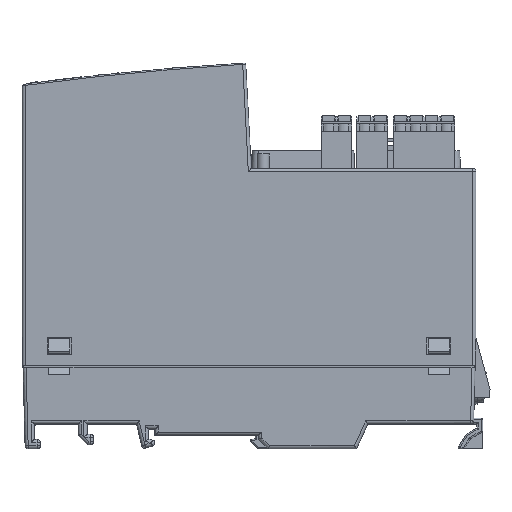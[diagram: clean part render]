
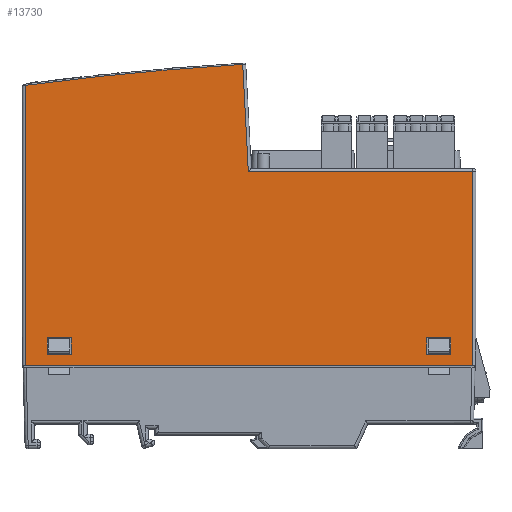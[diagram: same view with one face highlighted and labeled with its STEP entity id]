
A CAD part, left-side view. The second image highlights one B-rep face of the part: STEP entity #13730.
In plain terms, the highlighted planar face has unit normal (-1, 0, 0).
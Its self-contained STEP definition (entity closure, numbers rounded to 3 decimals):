
#1016 = EDGE_CURVE ( 'NONE', #92007, #24169, #24422, .T. ) ;
#1367 = CARTESIAN_POINT ( 'NONE',  ( -30., 2.057, 33.715 ) ) ;
#1738 = VERTEX_POINT ( 'NONE', #96799 ) ;
#4928 = FACE_BOUND ( 'NONE', #58212, .T. ) ;
#5606 = CARTESIAN_POINT ( 'NONE',  ( -30., -58.5, -964.049 ) ) ;
#6588 = CARTESIAN_POINT ( 'NONE',  ( -30., -65.398, -54.801 ) ) ;
#8577 = LINE ( 'NONE', #106905, #99587 ) ;
#9027 = CARTESIAN_POINT ( 'NONE',  ( -30., -65.397, -60.295 ) ) ;
#9528 = ORIENTED_EDGE ( 'NONE', *, *, #1016, .T. ) ;
#11093 = LINE ( 'NONE', #23548, #108081 ) ;
#12766 = CARTESIAN_POINT ( 'NONE',  ( -30., -57.602, -54.801 ) ) ;
#13730 = ADVANCED_FACE ( 'NONE', ( #75033, #4928, #104807 ), #24766, .T. ) ;
#13777 = ORIENTED_EDGE ( 'NONE', *, *, #100726, .F. ) ;
#14655 = VECTOR ( 'NONE', #117444, 1000. ) ;
#16043 = DIRECTION ( 'NONE',  ( 0., -1., 0. ) ) ;
#19306 = ORIENTED_EDGE ( 'NONE', *, *, #66767, .T. ) ;
#20260 = CARTESIAN_POINT ( 'NONE',  ( -30., -57.603, -60.295 ) ) ;
#20790 = CIRCLE ( 'NONE', #33602, 999.6 ) ;
#21502 = EDGE_CURVE ( 'NONE', #96061, #114401, #31793, .T. ) ;
#23548 = CARTESIAN_POINT ( 'NONE',  ( -30., 65.397, -60.295 ) ) ;
#24169 = VERTEX_POINT ( 'NONE', #1367 ) ;
#24422 = LINE ( 'NONE', #119924, #46819 ) ;
#24690 = LINE ( 'NONE', #9027, #36647 ) ;
#24766 = PLANE ( 'NONE',  #78141 ) ;
#25482 = CARTESIAN_POINT ( 'NONE',  ( -30., -65.397, -60.295 ) ) ;
#25772 = VECTOR ( 'NONE', #68713, 1000. ) ;
#27959 = CARTESIAN_POINT ( 'NONE',  ( -30., -72.5, -1. ) ) ;
#28228 = CARTESIAN_POINT ( 'NONE',  ( -30., 0.238, -1. ) ) ;
#28906 = EDGE_CURVE ( 'NONE', #28955, #88273, #107095, .T. ) ;
#28955 = VERTEX_POINT ( 'NONE', #12766 ) ;
#31159 = DIRECTION ( 'NONE',  ( 0., 1., 0. ) ) ;
#31576 = CARTESIAN_POINT ( 'NONE',  ( -30., 65.398, -54.801 ) ) ;
#31793 = LINE ( 'NONE', #88030, #95805 ) ;
#32494 = ORIENTED_EDGE ( 'NONE', *, *, #28906, .F. ) ;
#33602 = AXIS2_PLACEMENT_3D ( 'NONE', #5606, #102284, #16043 ) ;
#34125 = EDGE_CURVE ( 'NONE', #50257, #1738, #24690, .T. ) ;
#34710 = VECTOR ( 'NONE', #82895, 1000. ) ;
#34740 = LINE ( 'NONE', #59098, #25772 ) ;
#36647 = VECTOR ( 'NONE', #57839, 1000. ) ;
#40443 = VECTOR ( 'NONE', #85941, 1000. ) ;
#40693 = LINE ( 'NONE', #6588, #34710 ) ;
#46819 = VECTOR ( 'NONE', #62827, 1000. ) ;
#50257 = VERTEX_POINT ( 'NONE', #25482 ) ;
#50339 = CARTESIAN_POINT ( 'NONE',  ( -30., -57.602, -54.801 ) ) ;
#51298 = EDGE_CURVE ( 'NONE', #96061, #71485, #65086, .T. ) ;
#53109 = DIRECTION ( 'NONE',  ( -1., 0., 0. ) ) ;
#56279 = CARTESIAN_POINT ( 'NONE',  ( -30., 57.602, -54.801 ) ) ;
#57830 = EDGE_CURVE ( 'NONE', #101704, #118913, #11093, .T. ) ;
#57839 = DIRECTION ( 'NONE',  ( 0., 0., 1. ) ) ;
#58212 = EDGE_LOOP ( 'NONE', ( #122756, #83412, #80506, #32494 ) ) ;
#59098 = CARTESIAN_POINT ( 'NONE',  ( -30., -57.603, -60.295 ) ) ;
#62827 = DIRECTION ( 'NONE',  ( 0., 0.052, 0.999 ) ) ;
#63111 = DIRECTION ( 'NONE',  ( 0., 0., 1. ) ) ;
#63803 = CARTESIAN_POINT ( 'NONE',  ( -30., 72.5, -63.849 ) ) ;
#64535 = ORIENTED_EDGE ( 'NONE', *, *, #81144, .F. ) ;
#65086 = LINE ( 'NONE', #81867, #88801 ) ;
#65216 = LINE ( 'NONE', #85437, #99494 ) ;
#66767 = EDGE_CURVE ( 'NONE', #71485, #92007, #118175, .T. ) ;
#68713 = DIRECTION ( 'NONE',  ( 0., -1., 0. ) ) ;
#69665 = CARTESIAN_POINT ( 'NONE',  ( -30., 57.603, -60.295 ) ) ;
#70581 = DIRECTION ( 'NONE',  ( 0., 1., 0. ) ) ;
#71485 = VERTEX_POINT ( 'NONE', #27959 ) ;
#72218 = EDGE_LOOP ( 'NONE', ( #114801, #64535, #13777, #84938 ) ) ;
#72507 = EDGE_CURVE ( 'NONE', #72957, #101704, #74699, .T. ) ;
#72957 = VERTEX_POINT ( 'NONE', #31576 ) ;
#73136 = EDGE_CURVE ( 'NONE', #24169, #107526, #20790, .T. ) ;
#73868 = CARTESIAN_POINT ( 'NONE',  ( -30., 72.5, 0. ) ) ;
#74699 = LINE ( 'NONE', #74729, #40443 ) ;
#74729 = CARTESIAN_POINT ( 'NONE',  ( -30., 65.398, -54.801 ) ) ;
#74770 = DIRECTION ( 'NONE',  ( 0., -1., 0. ) ) ;
#75033 = FACE_BOUND ( 'NONE', #72218, .T. ) ;
#78141 = AXIS2_PLACEMENT_3D ( 'NONE', #110584, #53109, #91346 ) ;
#80506 = ORIENTED_EDGE ( 'NONE', *, *, #85106, .F. ) ;
#81144 = EDGE_CURVE ( 'NONE', #107494, #72957, #8577, .T. ) ;
#81378 = DIRECTION ( 'NONE',  ( 0., 1., 0. ) ) ;
#81867 = CARTESIAN_POINT ( 'NONE',  ( -30., -72.5, 0. ) ) ;
#82895 = DIRECTION ( 'NONE',  ( 0., 1., 0. ) ) ;
#83332 = VECTOR ( 'NONE', #83455, 1000. ) ;
#83412 = ORIENTED_EDGE ( 'NONE', *, *, #34125, .F. ) ;
#83455 = DIRECTION ( 'NONE',  ( 0., 0., -1. ) ) ;
#84938 = ORIENTED_EDGE ( 'NONE', *, *, #57830, .F. ) ;
#85106 = EDGE_CURVE ( 'NONE', #88273, #50257, #34740, .T. ) ;
#85437 = CARTESIAN_POINT ( 'NONE',  ( -30., 57.603, -60.295 ) ) ;
#85941 = DIRECTION ( 'NONE',  ( 0., 0., -1. ) ) ;
#86668 = DIRECTION ( 'NONE',  ( 0., 0., 1. ) ) ;
#87544 = ORIENTED_EDGE ( 'NONE', *, *, #88564, .T. ) ;
#88030 = CARTESIAN_POINT ( 'NONE',  ( -30., 0., -63.849 ) ) ;
#88273 = VERTEX_POINT ( 'NONE', #20260 ) ;
#88564 = EDGE_CURVE ( 'NONE', #107526, #114401, #114691, .T. ) ;
#88801 = VECTOR ( 'NONE', #63111, 1000. ) ;
#89770 = EDGE_LOOP ( 'NONE', ( #9528, #117868, #87544, #105218, #115140, #19306 ) ) ;
#91346 = DIRECTION ( 'NONE',  ( 0., -1., 0. ) ) ;
#92007 = VERTEX_POINT ( 'NONE', #28228 ) ;
#94531 = CARTESIAN_POINT ( 'NONE',  ( -30., 72.5, 26.93 ) ) ;
#95805 = VECTOR ( 'NONE', #70581, 1000. ) ;
#96061 = VERTEX_POINT ( 'NONE', #115289 ) ;
#96799 = CARTESIAN_POINT ( 'NONE',  ( -30., -65.398, -54.801 ) ) ;
#99494 = VECTOR ( 'NONE', #86668, 1000. ) ;
#99587 = VECTOR ( 'NONE', #31159, 1000. ) ;
#100726 = EDGE_CURVE ( 'NONE', #118913, #107494, #65216, .T. ) ;
#101704 = VERTEX_POINT ( 'NONE', #107256 ) ;
#102284 = DIRECTION ( 'NONE',  ( -1., 0., 0. ) ) ;
#104807 = FACE_OUTER_BOUND ( 'NONE', #89770, .T. ) ;
#105218 = ORIENTED_EDGE ( 'NONE', *, *, #21502, .F. ) ;
#106905 = CARTESIAN_POINT ( 'NONE',  ( -30., 57.602, -54.801 ) ) ;
#107095 = LINE ( 'NONE', #50339, #14655 ) ;
#107256 = CARTESIAN_POINT ( 'NONE',  ( -30., 65.397, -60.295 ) ) ;
#107494 = VERTEX_POINT ( 'NONE', #56279 ) ;
#107526 = VERTEX_POINT ( 'NONE', #94531 ) ;
#108081 = VECTOR ( 'NONE', #74770, 1000. ) ;
#110584 = CARTESIAN_POINT ( 'NONE',  ( -30., 0., 0. ) ) ;
#114401 = VERTEX_POINT ( 'NONE', #63803 ) ;
#114691 = LINE ( 'NONE', #73868, #83332 ) ;
#114801 = ORIENTED_EDGE ( 'NONE', *, *, #72507, .F. ) ;
#115140 = ORIENTED_EDGE ( 'NONE', *, *, #51298, .T. ) ;
#115166 = VECTOR ( 'NONE', #81378, 1000. ) ;
#115289 = CARTESIAN_POINT ( 'NONE',  ( -30., -72.5, -63.849 ) ) ;
#117444 = DIRECTION ( 'NONE',  ( 0., 0., -1. ) ) ;
#117868 = ORIENTED_EDGE ( 'NONE', *, *, #73136, .T. ) ;
#118175 = LINE ( 'NONE', #118920, #115166 ) ;
#118913 = VERTEX_POINT ( 'NONE', #69665 ) ;
#118920 = CARTESIAN_POINT ( 'NONE',  ( -30., 0., -1. ) ) ;
#119924 = CARTESIAN_POINT ( 'NONE',  ( -30., 0.29, -0.015 ) ) ;
#120751 = EDGE_CURVE ( 'NONE', #1738, #28955, #40693, .T. ) ;
#122756 = ORIENTED_EDGE ( 'NONE', *, *, #120751, .F. ) ;
